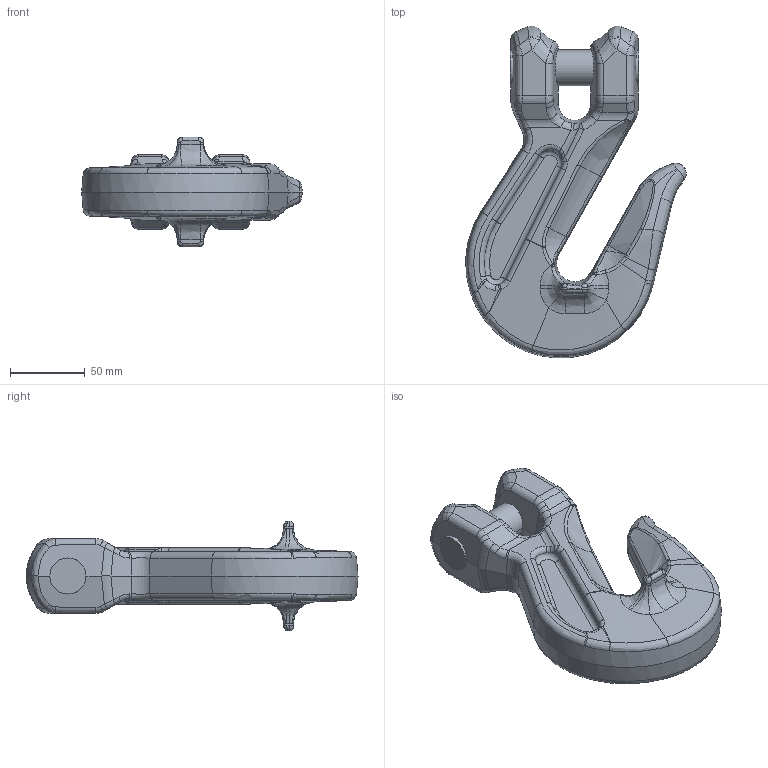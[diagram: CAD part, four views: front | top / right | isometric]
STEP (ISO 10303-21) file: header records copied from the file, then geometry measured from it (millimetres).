
FILE_DESCRIPTION(('CATIA V5 STEP Exchange'),'2;1');
FILE_NAME('8-042-20.stp','2015-07-23T03:04:59+00:00',('none'),('none'),'CATIA Version 5 Release 21 GA (IN-10)','CATIA V5 STEP AP203','none');
FILE_SCHEMA(('CONFIG_CONTROL_DESIGN'));
Length unit declared in the file: millimetre
Products named in the file (1): 8042-20B-A
Bounding box: 147.45 x 221.91 x 73.3 mm (x, y, z)
Volume: 594642.8 mm3; surface area: 67020.6 mm2
Topology: 1 solids, 1 shells, 409 faces, 967 edges, 548 vertices
Faces by surface type: bspline 234, cylinder 63, plane 44, torus 30, cone 22, revolution 10, extrusion 4, sphere 2
Entity records: 35384 total; most frequent: CARTESIAN_POINT 28326, ORIENTED_EDGE 1914, EDGE_CURVE 957, B_SPLINE_CURVE_WITH_KNOTS 707, DIRECTION 572, VERTEX_POINT 548, ADVANCED_FACE 409, EDGE_LOOP 409
